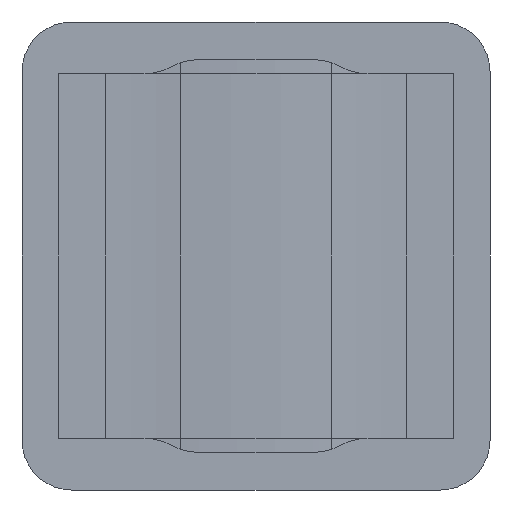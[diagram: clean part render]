
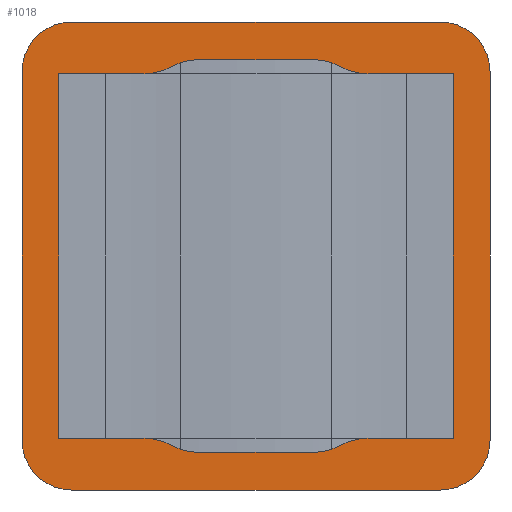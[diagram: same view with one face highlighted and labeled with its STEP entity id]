
A CAD part, front view. The second image highlights one B-rep face of the part: STEP entity #1018.
In plain terms, the highlighted planar face has unit normal (0, -1, 0).
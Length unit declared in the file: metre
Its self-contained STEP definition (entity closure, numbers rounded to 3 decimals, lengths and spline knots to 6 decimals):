
#74=LINE('',#1553,#180);
#77=LINE('',#1562,#183);
#80=LINE('',#1575,#186);
#81=LINE('',#1580,#187);
#82=LINE('',#1584,#188);
#83=LINE('',#1588,#189);
#84=LINE('',#1591,#190);
#85=LINE('',#1594,#191);
#86=LINE('',#1596,#192);
#87=LINE('',#1602,#193);
#88=LINE('',#1604,#194);
#89=LINE('',#1610,#195);
#180=VECTOR('',#1262,1.);
#183=VECTOR('',#1269,1.);
#186=VECTOR('',#1278,1.);
#187=VECTOR('',#1281,1.);
#188=VECTOR('',#1284,1.);
#189=VECTOR('',#1287,1.);
#190=VECTOR('',#1290,1.);
#191=VECTOR('',#1291,1.);
#192=VECTOR('',#1292,1.);
#193=VECTOR('',#1299,1.);
#194=VECTOR('',#1300,1.);
#195=VECTOR('',#1305,1.);
#345=ORIENTED_EDGE('',*,*,#612,.T.);
#346=ORIENTED_EDGE('',*,*,#613,.T.);
#347=ORIENTED_EDGE('',*,*,#614,.F.);
#348=ORIENTED_EDGE('',*,*,#615,.F.);
#349=ORIENTED_EDGE('',*,*,#616,.F.);
#350=ORIENTED_EDGE('',*,*,#617,.T.);
#351=ORIENTED_EDGE('',*,*,#618,.T.);
#352=ORIENTED_EDGE('',*,*,#619,.F.);
#353=ORIENTED_EDGE('',*,*,#620,.F.);
#354=ORIENTED_EDGE('',*,*,#621,.T.);
#355=ORIENTED_EDGE('',*,*,#622,.T.);
#356=ORIENTED_EDGE('',*,*,#623,.T.);
#357=ORIENTED_EDGE('',*,*,#624,.T.);
#358=ORIENTED_EDGE('',*,*,#607,.F.);
#359=ORIENTED_EDGE('',*,*,#625,.F.);
#360=ORIENTED_EDGE('',*,*,#610,.F.);
#361=ORIENTED_EDGE('',*,*,#603,.F.);
#362=ORIENTED_EDGE('',*,*,#626,.F.);
#363=ORIENTED_EDGE('',*,*,#627,.T.);
#364=ORIENTED_EDGE('',*,*,#628,.T.);
#365=ORIENTED_EDGE('',*,*,#629,.T.);
#366=ORIENTED_EDGE('',*,*,#630,.T.);
#367=ORIENTED_EDGE('',*,*,#631,.F.);
#368=ORIENTED_EDGE('',*,*,#632,.F.);
#603=EDGE_CURVE('',#743,#744,#74,.T.);
#607=EDGE_CURVE('',#747,#748,#77,.T.);
#610=EDGE_CURVE('',#744,#750,#829,.T.);
#612=EDGE_CURVE('',#751,#752,#80,.T.);
#613=EDGE_CURVE('',#752,#753,#830,.F.);
#614=EDGE_CURVE('',#754,#753,#81,.T.);
#615=EDGE_CURVE('',#755,#754,#831,.F.);
#616=EDGE_CURVE('',#756,#755,#82,.T.);
#617=EDGE_CURVE('',#756,#757,#832,.F.);
#618=EDGE_CURVE('',#757,#758,#83,.T.);
#619=EDGE_CURVE('',#751,#758,#833,.F.);
#620=EDGE_CURVE('',#759,#760,#84,.T.);
#621=EDGE_CURVE('',#759,#761,#85,.T.);
#622=EDGE_CURVE('',#761,#762,#86,.T.);
#623=EDGE_CURVE('',#762,#763,#834,.T.);
#624=EDGE_CURVE('',#763,#748,#835,.T.);
#625=EDGE_CURVE('',#750,#747,#836,.T.);
#626=EDGE_CURVE('',#764,#743,#87,.T.);
#627=EDGE_CURVE('',#764,#765,#88,.T.);
#628=EDGE_CURVE('',#765,#766,#837,.T.);
#629=EDGE_CURVE('',#766,#767,#838,.T.);
#630=EDGE_CURVE('',#767,#768,#89,.T.);
#631=EDGE_CURVE('',#769,#768,#839,.T.);
#632=EDGE_CURVE('',#760,#769,#840,.T.);
#743=VERTEX_POINT('',#1552);
#744=VERTEX_POINT('',#1554);
#747=VERTEX_POINT('',#1561);
#748=VERTEX_POINT('',#1563);
#750=VERTEX_POINT('',#1572);
#751=VERTEX_POINT('',#1576);
#752=VERTEX_POINT('',#1577);
#753=VERTEX_POINT('',#1579);
#754=VERTEX_POINT('',#1581);
#755=VERTEX_POINT('',#1583);
#756=VERTEX_POINT('',#1585);
#757=VERTEX_POINT('',#1587);
#758=VERTEX_POINT('',#1589);
#759=VERTEX_POINT('',#1592);
#760=VERTEX_POINT('',#1593);
#761=VERTEX_POINT('',#1595);
#762=VERTEX_POINT('',#1597);
#763=VERTEX_POINT('',#1599);
#764=VERTEX_POINT('',#1603);
#765=VERTEX_POINT('',#1605);
#766=VERTEX_POINT('',#1607);
#767=VERTEX_POINT('',#1609);
#768=VERTEX_POINT('',#1611);
#769=VERTEX_POINT('',#1613);
#829=CIRCLE('',#1115,0.002);
#830=CIRCLE('',#1117,0.00175);
#831=CIRCLE('',#1118,0.00175);
#832=CIRCLE('',#1119,0.00175);
#833=CIRCLE('',#1120,0.00175);
#834=CIRCLE('',#1121,0.002);
#835=CIRCLE('',#1122,0.002);
#836=CIRCLE('',#1123,0.002);
#837=CIRCLE('',#1124,0.002);
#838=CIRCLE('',#1125,0.002);
#839=CIRCLE('',#1126,0.002);
#840=CIRCLE('',#1127,0.002);
#866=EDGE_LOOP('',(#345,#346,#347,#348,#349,#350,#351,#352));
#867=EDGE_LOOP('',(#353,#354,#355,#356,#357,#358,#359,#360,#361,#362,#363,
#364,#365,#366,#367,#368));
#924=FACE_BOUND('',#866,.T.);
#925=FACE_BOUND('',#867,.T.);
#975=PLANE('',#1116);
#1018=ADVANCED_FACE('',(#924,#925),#975,.F.);
#1115=AXIS2_PLACEMENT_3D('',#1571,#1273,#1274);
#1116=AXIS2_PLACEMENT_3D('',#1574,#1276,#1277);
#1117=AXIS2_PLACEMENT_3D('',#1578,#1279,#1280);
#1118=AXIS2_PLACEMENT_3D('',#1582,#1282,#1283);
#1119=AXIS2_PLACEMENT_3D('',#1586,#1285,#1286);
#1120=AXIS2_PLACEMENT_3D('',#1590,#1288,#1289);
#1121=AXIS2_PLACEMENT_3D('',#1598,#1293,#1294);
#1122=AXIS2_PLACEMENT_3D('',#1600,#1295,#1296);
#1123=AXIS2_PLACEMENT_3D('',#1601,#1297,#1298);
#1124=AXIS2_PLACEMENT_3D('',#1606,#1301,#1302);
#1125=AXIS2_PLACEMENT_3D('',#1608,#1303,#1304);
#1126=AXIS2_PLACEMENT_3D('',#1612,#1306,#1307);
#1127=AXIS2_PLACEMENT_3D('',#1614,#1308,#1309);
#1262=DIRECTION('',(1.,0.,0.));
#1269=DIRECTION('',(1.,0.,0.));
#1273=DIRECTION('',(0.,1.,0.));
#1274=DIRECTION('',(1.,0.,0.));
#1276=DIRECTION('',(0.,1.,0.));
#1277=DIRECTION('',(1.,0.,0.));
#1278=DIRECTION('',(0.,0.,1.));
#1279=DIRECTION('',(0.,1.,0.));
#1280=DIRECTION('',(-1.,0.,0.));
#1281=DIRECTION('',(1.,0.,0.));
#1282=DIRECTION('',(0.,-1.,0.));
#1283=DIRECTION('',(1.,0.,0.));
#1284=DIRECTION('',(0.,0.,1.));
#1285=DIRECTION('',(0.,1.,0.));
#1286=DIRECTION('',(1.,0.,0.));
#1287=DIRECTION('',(1.,0.,0.));
#1288=DIRECTION('',(0.,-1.,0.));
#1289=DIRECTION('',(-1.,0.,0.));
#1290=DIRECTION('',(-1.,0.,0.));
#1291=DIRECTION('',(0.,0.,-1.));
#1292=DIRECTION('',(-1.,0.,0.));
#1293=DIRECTION('',(0.,-1.,0.));
#1294=DIRECTION('',(-1.,0.,0.));
#1295=DIRECTION('',(0.,1.,0.));
#1296=DIRECTION('',(-1.,0.,0.));
#1297=DIRECTION('',(0.,-1.,0.));
#1298=DIRECTION('',(1.,0.,0.));
#1299=DIRECTION('',(0.,0.,-1.));
#1300=DIRECTION('',(1.,0.,0.));
#1301=DIRECTION('',(0.,-1.,0.));
#1302=DIRECTION('',(1.,0.,0.));
#1303=DIRECTION('',(0.,1.,0.));
#1304=DIRECTION('',(1.,0.,0.));
#1305=DIRECTION('',(1.,0.,0.));
#1306=DIRECTION('',(0.,-1.,0.));
#1307=DIRECTION('',(-1.,0.,0.));
#1308=DIRECTION('',(0.,1.,0.));
#1309=DIRECTION('',(-1.,0.,0.));
#1552=CARTESIAN_POINT('',(-0.00695,0.,-0.006425));
#1553=CARTESIAN_POINT('',(-0.00545,0.,-0.006425));
#1554=CARTESIAN_POINT('',(-0.00395,0.,-0.006425));
#1561=CARTESIAN_POINT('',(-0.002014,0.,-0.006925));
#1562=CARTESIAN_POINT('',(-0.001007,0.,-0.006925));
#1563=CARTESIAN_POINT('',(0.002014,0.,-0.006925));
#1571=CARTESIAN_POINT('',(-0.00395,0.,-0.008425));
#1572=CARTESIAN_POINT('',(-0.002982,0.,-0.006675));
#1574=CARTESIAN_POINT('',(-0.004125,0.,-0.004125));
#1575=CARTESIAN_POINT('',(0.00825,0.,-0.004125));
#1576=CARTESIAN_POINT('',(0.00825,0.,-0.0065));
#1577=CARTESIAN_POINT('',(0.00825,0.,0.0065));
#1578=CARTESIAN_POINT('',(0.0065,0.,0.0065));
#1579=CARTESIAN_POINT('',(0.0065,0.,0.00825));
#1580=CARTESIAN_POINT('',(-0.004125,0.,0.00825));
#1581=CARTESIAN_POINT('',(-0.0065,0.,0.00825));
#1582=CARTESIAN_POINT('',(-0.0065,0.,0.0065));
#1583=CARTESIAN_POINT('',(-0.00825,0.,0.0065));
#1584=CARTESIAN_POINT('',(-0.00825,0.,-0.004125));
#1585=CARTESIAN_POINT('',(-0.00825,0.,-0.0065));
#1586=CARTESIAN_POINT('',(-0.0065,0.,-0.0065));
#1587=CARTESIAN_POINT('',(-0.0065,0.,-0.00825));
#1588=CARTESIAN_POINT('',(-0.004125,0.,-0.00825));
#1589=CARTESIAN_POINT('',(0.0065,0.,-0.00825));
#1590=CARTESIAN_POINT('',(0.0065,0.,-0.0065));
#1591=CARTESIAN_POINT('',(0.00545,0.,0.006425));
#1592=CARTESIAN_POINT('',(0.00695,0.,0.006425));
#1593=CARTESIAN_POINT('',(0.00395,0.,0.006425));
#1594=CARTESIAN_POINT('',(0.00695,0.,-0.003213));
#1595=CARTESIAN_POINT('',(0.00695,0.,-0.006425));
#1596=CARTESIAN_POINT('',(0.00545,0.,-0.006425));
#1597=CARTESIAN_POINT('',(0.00395,0.,-0.006425));
#1598=CARTESIAN_POINT('',(0.00395,0.,-0.008425));
#1599=CARTESIAN_POINT('',(0.002982,0.,-0.006675));
#1600=CARTESIAN_POINT('',(0.002014,0.,-0.004925));
#1601=CARTESIAN_POINT('',(-0.002014,0.,-0.004925));
#1602=CARTESIAN_POINT('',(-0.00695,0.,-0.003213));
#1603=CARTESIAN_POINT('',(-0.00695,0.,0.006425));
#1604=CARTESIAN_POINT('',(-0.00545,0.,0.006425));
#1605=CARTESIAN_POINT('',(-0.00395,0.,0.006425));
#1606=CARTESIAN_POINT('',(-0.00395,0.,0.008425));
#1607=CARTESIAN_POINT('',(-0.002982,0.,0.006675));
#1608=CARTESIAN_POINT('',(-0.002014,0.,0.004925));
#1609=CARTESIAN_POINT('',(-0.002014,0.,0.006925));
#1610=CARTESIAN_POINT('',(-0.001007,0.,0.006925));
#1611=CARTESIAN_POINT('',(0.002014,0.,0.006925));
#1612=CARTESIAN_POINT('',(0.002014,0.,0.004925));
#1613=CARTESIAN_POINT('',(0.002982,0.,0.006675));
#1614=CARTESIAN_POINT('',(0.00395,0.,0.008425));
